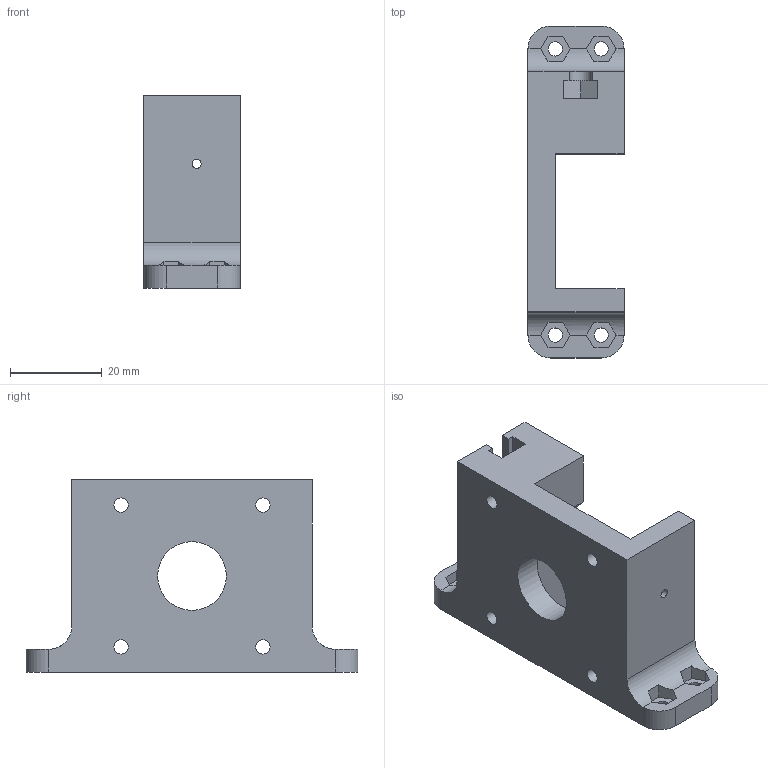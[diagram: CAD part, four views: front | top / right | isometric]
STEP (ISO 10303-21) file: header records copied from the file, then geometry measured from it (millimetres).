
FILE_DESCRIPTION((''),'2;1');
FILE_NAME('filament drive mount.ipt.step','2013-10-18T14:31:34',(''),(''),'Autodesk Inventor 2013','Autodesk Inventor 2013','');
FILE_SCHEMA(('AUTOMOTIVE_DESIGN { 1 0 10303 214 1 1 1 1 }'));
Length unit declared in the file: millimetre
Products named in the file (1): filament drive mount
Bounding box: 21 x 72.5 x 42 mm (x, y, z)
Volume: 27163.4 mm3; surface area: 10690.5 mm2
Topology: 1 solids, 1 shells, 71 faces, 194 edges, 125 vertices
Faces by surface type: plane 51, cylinder 19, torus 1
Full cylindrical faces by diameter (mm): 2 x2, 3.1 x8, 15 x1
Entity records: 2241 total; most frequent: CARTESIAN_POINT 379, DIRECTION 373, ORIENTED_EDGE 364, EDGE_CURVE 182, VECTOR 135, LINE 135, VERTEX_POINT 125, AXIS2_PLACEMENT_3D 119
